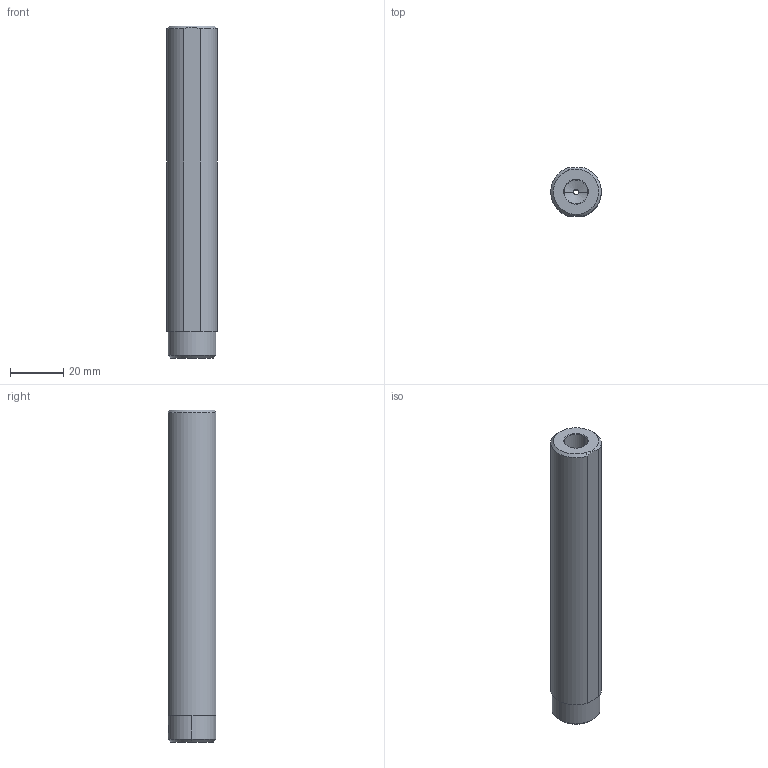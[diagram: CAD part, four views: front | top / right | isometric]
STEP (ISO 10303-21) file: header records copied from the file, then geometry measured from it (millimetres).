
FILE_DESCRIPTION(/* description */ (''),/* implementation_level */ '2;1');
FILE_NAME(/* name */ 'RBH19020N.stp',/* time_stamp */ '2022-02-03T10:27:53+09:00',/* author */ (''),/* organization */ (''),/* preprocessor_version */ 'ST-DEVELOPER v16',/* originating_system */ 'SIEMENS PLM Software NX 10.0',/* authorisation */ '');
FILE_SCHEMA (('AUTOMOTIVE_DESIGN { 1 0 10303 214 3 1 1 1 }'));
Length unit declared in the file: millimetre
Products named in the file (1): RBH19020N_ASM
Bounding box: 19.02 x 18 x 125 mm (x, y, z)
Volume: 28029.3 mm3; surface area: 11390.4 mm2
Topology: 3 solids, 3 shells, 66 faces, 156 edges, 101 vertices
Faces by surface type: cone 26, plane 24, cylinder 16
Entity records: 2242 total; most frequent: CARTESIAN_POINT 538, DIRECTION 362, ORIENTED_EDGE 312, EDGE_CURVE 156, AXIS2_PLACEMENT_3D 141, VERTEX_POINT 98, LINE 80, VECTOR 80
